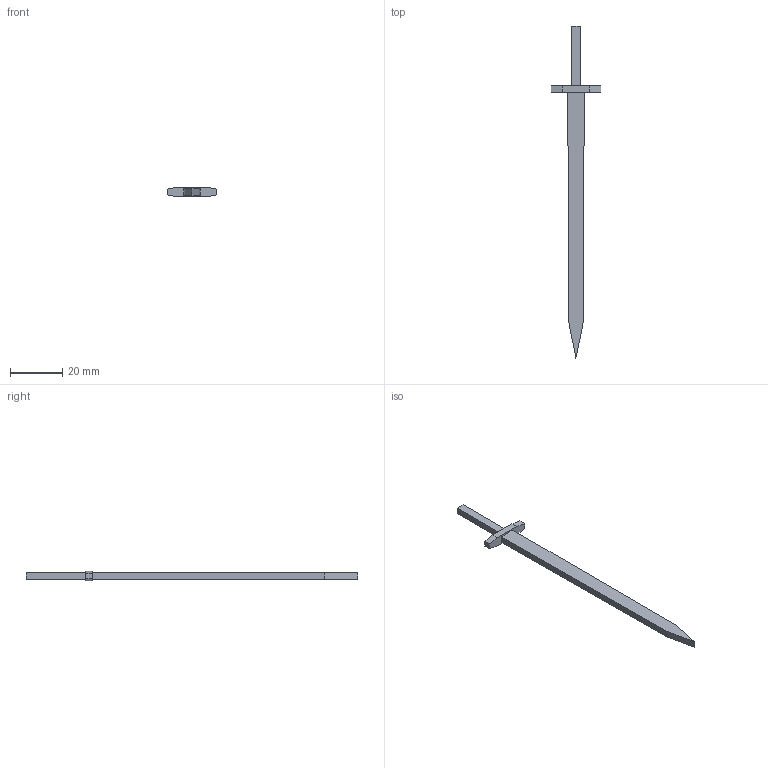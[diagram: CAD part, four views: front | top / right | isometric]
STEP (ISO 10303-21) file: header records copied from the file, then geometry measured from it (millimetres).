
FILE_DESCRIPTION(/* description */ (''),/* implementation_level */ '2;1');
FILE_NAME(/* name */ 'envelope excaliber v4.step',/* time_stamp */ '2024-09-17T19:14:37-07:00',/* author */ (''),/* organization */ (''),/* preprocessor_version */ 'ST-DEVELOPER v20',/* originating_system */ 'Autodesk Translation Framework v13.14.0.145',/* authorisation */ '');
FILE_SCHEMA (('AUTOMOTIVE_DESIGN { 1 0 10303 214 3 1 1 }'));
Length unit declared in the file: inch
Products named in the file (2): envelope excaliber; Component1
Assembly tree (1 placements, depth 2):
  envelope excaliber
    Component1
Bounding box: 19.05 x 127 x 3.81 mm (x, y, z)
Volume: 1759.2 mm3; surface area: 2186 mm2
Topology: 2 solids, 2 shells, 25 faces, 63 edges, 42 vertices
Faces by surface type: plane 25
Entity records: 797 total; most frequent: CARTESIAN_POINT 133, ORIENTED_EDGE 126, DIRECTION 119, LINE 63, VECTOR 63, EDGE_CURVE 63, VERTEX_POINT 42, AXIS2_PLACEMENT_3D 28
